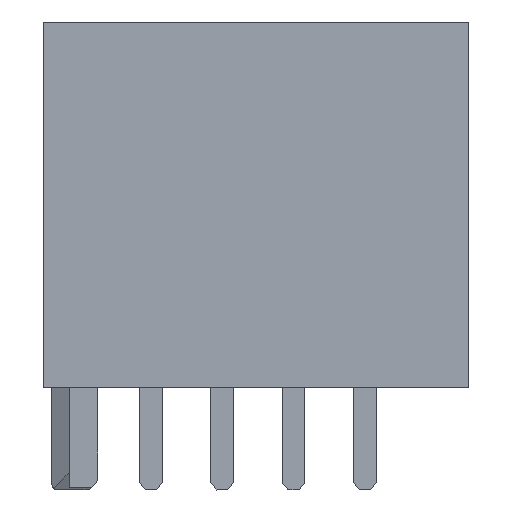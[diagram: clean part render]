
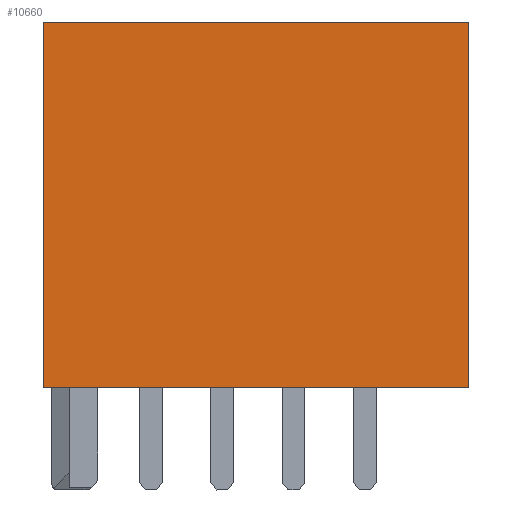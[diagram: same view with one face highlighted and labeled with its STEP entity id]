
A CAD part, left-side view. The second image highlights one B-rep face of the part: STEP entity #10660.
In plain terms, the highlighted face is planar.
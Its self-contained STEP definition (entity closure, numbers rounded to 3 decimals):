
#1056=ORIENTED_EDGE('',*,*,#4052,.F.);
#1057=ORIENTED_EDGE('',*,*,#3701,.F.);
#1058=ORIENTED_EDGE('',*,*,#4053,.F.);
#1059=ORIENTED_EDGE('',*,*,#4054,.F.);
#3701=EDGE_CURVE('',#5267,#5268,#6299,.T.);
#4052=EDGE_CURVE('',#5268,#5498,#6640,.T.);
#4053=EDGE_CURVE('',#5499,#5267,#6641,.T.);
#4054=EDGE_CURVE('',#5498,#5499,#6642,.T.);
#5267=VERTEX_POINT('',#15278);
#5268=VERTEX_POINT('',#15280);
#5498=VERTEX_POINT('',#15929);
#5499=VERTEX_POINT('',#15931);
#6299=LINE('',#15279,#7820);
#6640=LINE('',#15928,#8161);
#6641=LINE('',#15930,#8162);
#6642=LINE('',#15932,#8163);
#7820=VECTOR('',#12181,1000.);
#8161=VECTOR('',#12678,1000.);
#8162=VECTOR('',#12679,1000.);
#8163=VECTOR('',#12680,1000.);
#9043=EDGE_LOOP('',(#1056,#1057,#1058,#1059));
#9606=FACE_BOUND('',#9043,.T.);
#10152=PLANE('',#11235);
#10660=ADVANCED_FACE('',(#9606),#10152,.F.);
#11235=AXIS2_PLACEMENT_3D('',#15927,#12676,#12677);
#12181=DIRECTION('',(1.,0.,0.));
#12676=DIRECTION('',(0.,1.,0.));
#12677=DIRECTION('',(0.,0.,1.));
#12678=DIRECTION('',(0.,0.,-1.));
#12679=DIRECTION('',(0.,0.,1.));
#12680=DIRECTION('',(-1.,0.,0.));
#15278=CARTESIAN_POINT('',(-7.45,0.,6.4));
#15279=CARTESIAN_POINT('',(-7.45,0.,6.4));
#15280=CARTESIAN_POINT('',(7.45,0.,6.4));
#15927=CARTESIAN_POINT('',(0.,0.,0.));
#15928=CARTESIAN_POINT('',(7.45,0.,6.4));
#15929=CARTESIAN_POINT('',(7.45,0.,-6.4));
#15930=CARTESIAN_POINT('',(-7.45,0.,-6.4));
#15931=CARTESIAN_POINT('',(-7.45,0.,-6.4));
#15932=CARTESIAN_POINT('',(7.45,0.,-6.4));
